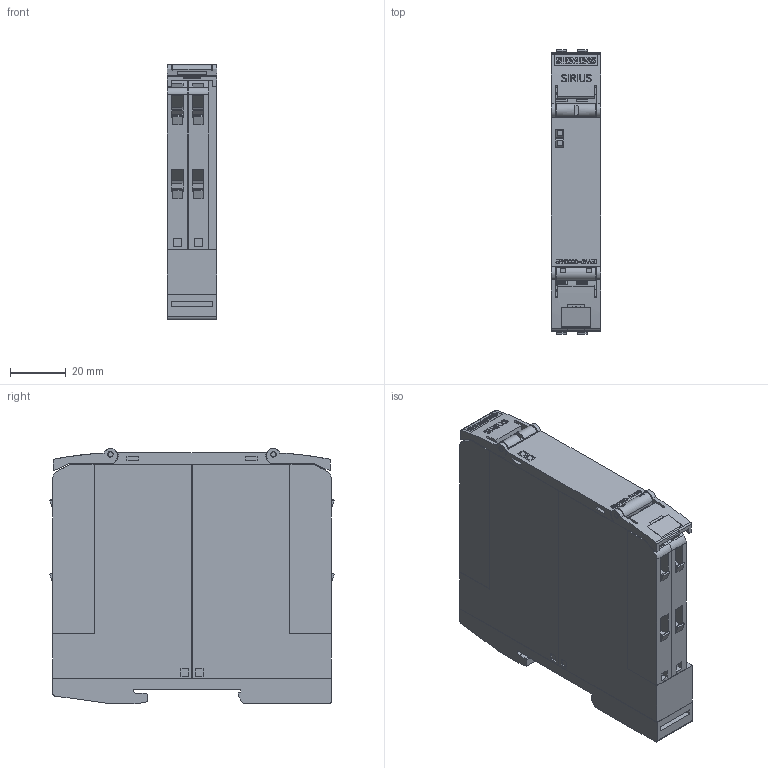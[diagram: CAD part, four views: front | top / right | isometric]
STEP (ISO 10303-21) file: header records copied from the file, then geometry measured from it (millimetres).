
FILE_DESCRIPTION(('STEP AP214'),'1');
FILE_NAME('cctmp_1FC4DE1A-7C96-4FA5-B0B6-B06B622129EE_2023_07_21_09_42_23_0963..stp','2023-07-21T07:42:25',('SIEMENS A&D'),('CADClick - www.CADClick.com'),'Spatial InterOp 3D postprocessed',' ','unknown authorization');
FILE_SCHEMA(('AUTOMOTIVE_DESIGN'));
Length unit declared in the file: millimetre
Products named in the file (1): 2023_07_21_09_42_23_0919
Bounding box: 17.85 x 101.96 x 91.42 mm (x, y, z)
Volume: 144224 mm3; surface area: 41379.4 mm2
Topology: 1 solids, 1 shells, 1334 faces, 3763 edges, 2498 vertices
Faces by surface type: plane 1127, cylinder 191, torus 16
Entity records: 72272 total; most frequent: CARTESIAN_POINT 8234, STYLED_ITEM 7592, PRESENTATION_STYLE_ASSIGNMENT 7592, ORIENTED_EDGE 7518, DIRECTION 6864, EDGE_CURVE 3759, CURVE_STYLE 3759, DRAUGHTING_PRE_DEFINED_CURVE_FONT 3759
